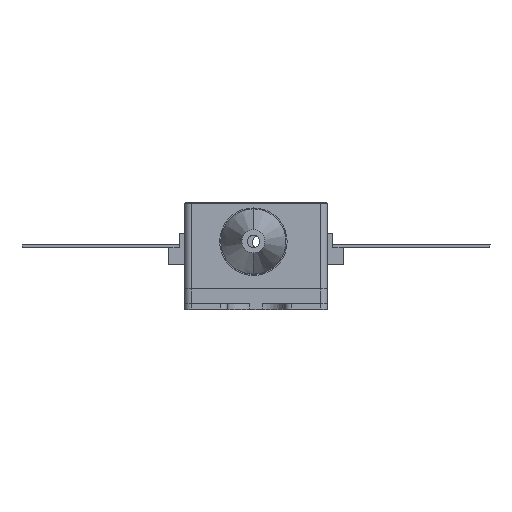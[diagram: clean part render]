
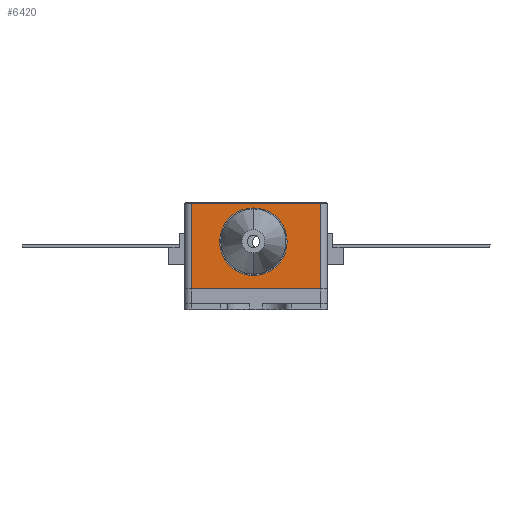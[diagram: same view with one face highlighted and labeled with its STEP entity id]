
A CAD part, top view. The second image highlights one B-rep face of the part: STEP entity #6420.
In plain terms, the highlighted planar face has unit normal (0, 0, 1).
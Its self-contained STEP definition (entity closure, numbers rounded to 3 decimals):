
#296 = CIRCLE ( 'NONE', #2604, 1.587 ) ;
#1441 = ORIENTED_EDGE ( 'NONE', *, *, #8593, .T. ) ;
#1635 = AXIS2_PLACEMENT_3D ( 'NONE', #6136, #6356, #7777 ) ;
#1717 = CARTESIAN_POINT ( 'NONE',  ( -151.31, 9.294, 78.574 ) ) ;
#1907 = LINE ( 'NONE', #8989, #14855 ) ;
#2114 = CARTESIAN_POINT ( 'NONE',  ( -143.606, 13.494, 78.574 ) ) ;
#2557 = DIRECTION ( 'NONE',  ( 0., 1., 0. ) ) ;
#2604 = AXIS2_PLACEMENT_3D ( 'NONE', #15790, #17221, #17429 ) ;
#2678 = LINE ( 'NONE', #13229, #17177 ) ;
#3679 = CARTESIAN_POINT ( 'NONE',  ( -139.21, 16.894, 78.574 ) ) ;
#3690 = VERTEX_POINT ( 'NONE', #2114 ) ;
#3919 = LINE ( 'NONE', #1717, #18454 ) ;
#4173 = ORIENTED_EDGE ( 'NONE', *, *, #14904, .F. ) ;
#4807 = CARTESIAN_POINT ( 'NONE',  ( -150.71, 16.894, 78.574 ) ) ;
#5330 = VECTOR ( 'NONE', #2557, 1000. ) ;
#5492 = EDGE_LOOP ( 'NONE', ( #4173, #12471 ) ) ;
#6107 = CIRCLE ( 'NONE', #1635, 1.587 ) ;
#6136 = CARTESIAN_POINT ( 'NONE',  ( -145.194, 13.494, 78.574 ) ) ;
#6356 = DIRECTION ( 'NONE',  ( 0., 0., 1. ) ) ;
#6420 = ADVANCED_FACE ( 'NONE', ( #12762, #14051 ), #7154, .T. ) ;
#7154 = PLANE ( 'NONE',  #19421 ) ;
#7777 = DIRECTION ( 'NONE',  ( 1., 0., 0. ) ) ;
#8593 = EDGE_CURVE ( 'NONE', #20451, #18070, #1907, .T. ) ;
#8989 = CARTESIAN_POINT ( 'NONE',  ( -151.31, 16.894, 78.574 ) ) ;
#9072 = ORIENTED_EDGE ( 'NONE', *, *, #17590, .T. ) ;
#9342 = ORIENTED_EDGE ( 'NONE', *, *, #17636, .T. ) ;
#10296 = DIRECTION ( 'NONE',  ( 1., 0., 0. ) ) ;
#10564 = VERTEX_POINT ( 'NONE', #12927 ) ;
#11287 = CARTESIAN_POINT ( 'NONE',  ( -146.781, 13.494, 78.574 ) ) ;
#11836 = CARTESIAN_POINT ( 'NONE',  ( -151.31, 9.294, 78.574 ) ) ;
#12245 = DIRECTION ( 'NONE',  ( -1., 0., 0. ) ) ;
#12471 = ORIENTED_EDGE ( 'NONE', *, *, #14657, .F. ) ;
#12762 = FACE_BOUND ( 'NONE', #5492, .T. ) ;
#12847 = ORIENTED_EDGE ( 'NONE', *, *, #19227, .T. ) ;
#12927 = CARTESIAN_POINT ( 'NONE',  ( -139.21, 9.294, 78.574 ) ) ;
#13229 = CARTESIAN_POINT ( 'NONE',  ( -150.71, 9.294, 78.574 ) ) ;
#13356 = DIRECTION ( 'NONE',  ( 0., 0., 1. ) ) ;
#14051 = FACE_OUTER_BOUND ( 'NONE', #18311, .T. ) ;
#14246 = CARTESIAN_POINT ( 'NONE',  ( -139.21, 16.894, 78.574 ) ) ;
#14498 = DIRECTION ( 'NONE',  ( 1., 0., 0. ) ) ;
#14657 = EDGE_CURVE ( 'NONE', #17572, #3690, #6107, .T. ) ;
#14855 = VECTOR ( 'NONE', #12245, 1000. ) ;
#14904 = EDGE_CURVE ( 'NONE', #3690, #17572, #296, .T. ) ;
#15055 = DIRECTION ( 'NONE',  ( 0., -1., 0. ) ) ;
#15790 = CARTESIAN_POINT ( 'NONE',  ( -145.194, 13.494, 78.574 ) ) ;
#16792 = LINE ( 'NONE', #3679, #5330 ) ;
#17102 = CARTESIAN_POINT ( 'NONE',  ( -150.71, 9.294, 78.574 ) ) ;
#17177 = VECTOR ( 'NONE', #15055, 1000. ) ;
#17221 = DIRECTION ( 'NONE',  ( 0., 0., 1. ) ) ;
#17429 = DIRECTION ( 'NONE',  ( 1., 0., 0. ) ) ;
#17572 = VERTEX_POINT ( 'NONE', #11287 ) ;
#17590 = EDGE_CURVE ( 'NONE', #18226, #10564, #3919, .T. ) ;
#17636 = EDGE_CURVE ( 'NONE', #18070, #18226, #2678, .T. ) ;
#18070 = VERTEX_POINT ( 'NONE', #4807 ) ;
#18226 = VERTEX_POINT ( 'NONE', #17102 ) ;
#18311 = EDGE_LOOP ( 'NONE', ( #1441, #9342, #9072, #12847 ) ) ;
#18454 = VECTOR ( 'NONE', #14498, 1000. ) ;
#19227 = EDGE_CURVE ( 'NONE', #10564, #20451, #16792, .T. ) ;
#19421 = AXIS2_PLACEMENT_3D ( 'NONE', #11836, #13356, #10296 ) ;
#20451 = VERTEX_POINT ( 'NONE', #14246 ) ;
